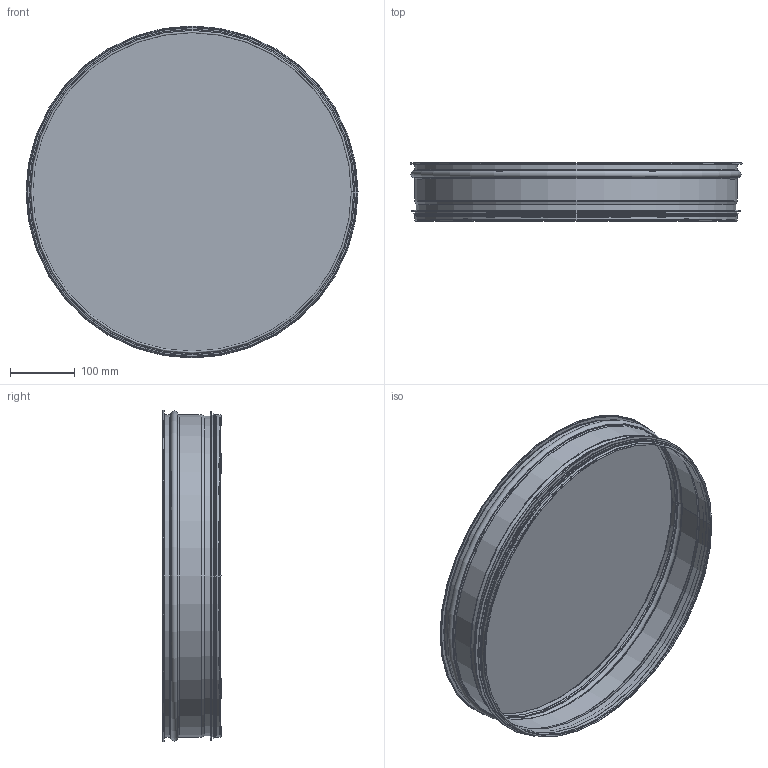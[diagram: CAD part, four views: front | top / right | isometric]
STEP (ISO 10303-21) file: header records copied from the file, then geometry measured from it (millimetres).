
FILE_DESCRIPTION((''),'2;1');
FILE_NAME('HNG-500.stp','2014-02-20T08:32:38',(''),(''),'Autodesk Inventor 2013','Autodesk Inventor 2013','');
FILE_SCHEMA(('AUTOMOTIVE_DESIGN { 1 2 10303 214 0 1 1 1 }'));
Length unit declared in the file: millimetre
Products named in the file (4): HNG-500; HNGRörämne-500; HNGN-500; 999010
Assembly tree (3 placements, depth 2):
  HNG-500
    HNGRörämne-500
    HNGN-500
    999010
Bounding box: 513.75 x 89.99 x 513.75 mm (x, y, z)
Volume: 348338 mm3; surface area: 854842 mm2
Topology: 3 solids, 3 shells, 100 faces, 192 edges, 101 vertices
Faces by surface type: plane 50, torus 24, cylinder 16, cone 10
Full cylindrical faces by diameter (mm): 492.95 x1, 493.95 x1, 495.15 x1, 497.75 x6, 498.75 x3, 501.75 x1, 504.15 x1, 509.15 x1, 510 x1
Entity records: 2643 total; most frequent: DIRECTION 488, CARTESIAN_POINT 385, ORIENTED_EDGE 354, AXIS2_PLACEMENT_3D 204, EDGE_CURVE 177, EDGE_LOOP 120, STYLED_ITEM 103, VERTEX_POINT 101
